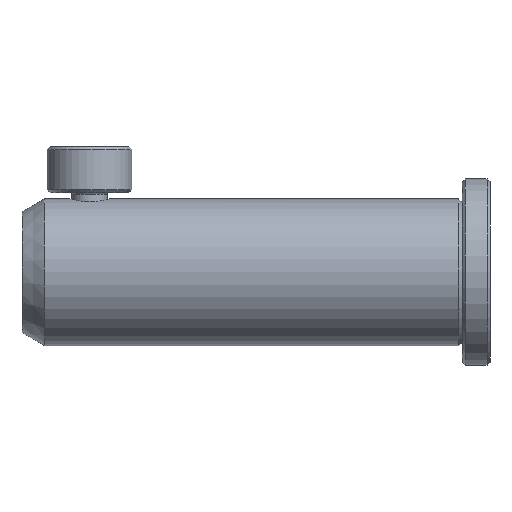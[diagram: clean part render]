
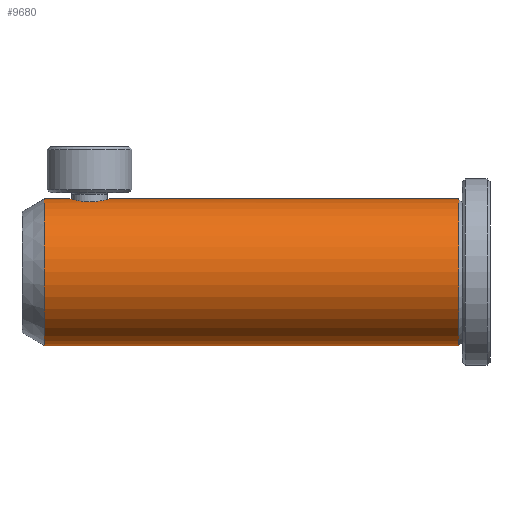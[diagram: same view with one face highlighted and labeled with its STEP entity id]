
A CAD part, left-side view. The second image highlights one B-rep face of the part: STEP entity #9680.
In plain terms, the highlighted cylindrical face has radius 12.5 mm (diameter 25 mm), a partial arc.
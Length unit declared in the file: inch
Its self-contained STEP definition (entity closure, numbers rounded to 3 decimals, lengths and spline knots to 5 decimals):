
#5513 = CARTESIAN_POINT ( 'NONE',  ( -0.40794, -1.61915, 0.81354 ) ) ;
#5754 = CARTESIAN_POINT ( 'NONE',  ( -0.40794, -1.61915, -0.17071 ) ) ;
#6152 = CARTESIAN_POINT ( 'NONE',  ( -0.40794, 1.15861, -0.17071 ) ) ;
#6324 = VECTOR ( 'NONE', #6488, 39.37008 ) ;
#6326 = CARTESIAN_POINT ( 'NONE',  ( -0.40794, 1.30861, -0.17071 ) ) ;
#6327 = LINE ( 'NONE', #6326, #6324 ) ;
#6488 = DIRECTION ( 'NONE',  ( 0., -1., 0. ) ) ;
#6588 = DIRECTION ( 'NONE',  ( 0., 0., 1. ) ) ;
#6589 = DIRECTION ( 'NONE',  ( 0., 1., 0. ) ) ;
#6590 = CARTESIAN_POINT ( 'NONE',  ( -0.40794, -1.61915, 0.32141 ) ) ;
#6595 = DIRECTION ( 'NONE',  ( 0., 0., 1. ) ) ;
#6596 = DIRECTION ( 'NONE',  ( 0., -1., 0. ) ) ;
#6597 = AXIS2_PLACEMENT_3D ( 'NONE', #6701, #6596, #6595 ) ;
#6701 = CARTESIAN_POINT ( 'NONE',  ( -0.40794, 1.15861, 0.32141 ) ) ;
#6702 = DIRECTION ( 'NONE',  ( 0., -1., 0. ) ) ;
#6703 = CARTESIAN_POINT ( 'NONE',  ( -0.40794, 1.30861, 0.32141 ) ) ;
#6704 = DIRECTION ( 'NONE',  ( 0., 0., -1. ) ) ;
#6723 = CARTESIAN_POINT ( 'NONE',  ( -0.40794, 0.72127, 0.81354 ) ) ;
#6750 = CARTESIAN_POINT ( 'NONE',  ( -0.40794, 0.99044, 0.81354 ) ) ;
#6751 = CARTESIAN_POINT ( 'NONE',  ( -0.41725, 0.99043, 0.81354 ) ) ;
#6752 = CARTESIAN_POINT ( 'NONE',  ( -0.42644, 0.98956, 0.81327 ) ) ;
#6753 = CARTESIAN_POINT ( 'NONE',  ( -0.44457, 0.98607, 0.81226 ) ) ;
#6754 = CARTESIAN_POINT ( 'NONE',  ( -0.45355, 0.98345, 0.8115 ) ) ;
#6755 = CARTESIAN_POINT ( 'NONE',  ( -0.4798, 0.97308, 0.80858 ) ) ;
#6756 = CARTESIAN_POINT ( 'NONE',  ( -0.49502, 0.96346, 0.80596 ) ) ;
#6757 = CARTESIAN_POINT ( 'NONE',  ( -0.51472, 0.94474, 0.80186 ) ) ;
#6758 = CARTESIAN_POINT ( 'NONE',  ( -0.52053, 0.93799, 0.80052 ) ) ;
#6759 = CARTESIAN_POINT ( 'NONE',  ( -0.52815, 0.9271, 0.79864 ) ) ;
#6760 = CARTESIAN_POINT ( 'NONE',  ( -0.5305, 0.92334, 0.79804 ) ) ;
#6761 = CARTESIAN_POINT ( 'NONE',  ( -0.53484, 0.91557, 0.7969 ) ) ;
#6762 = CARTESIAN_POINT ( 'NONE',  ( -0.53681, 0.91161, 0.79637 ) ) ;
#6763 = CARTESIAN_POINT ( 'NONE',  ( -0.54598, 0.8906, 0.79384 ) ) ;
#6764 = CARTESIAN_POINT ( 'NONE',  ( -0.54961, 0.87344, 0.79271 ) ) ;
#6765 = CARTESIAN_POINT ( 'NONE',  ( -0.5496, 0.84699, 0.79271 ) ) ;
#6766 = CARTESIAN_POINT ( 'NONE',  ( -0.54869, 0.83828, 0.79299 ) ) ;
#6768 = CARTESIAN_POINT ( 'NONE',  ( -0.54596, 0.8254, 0.79379 ) ) ;
#6769 = CARTESIAN_POINT ( 'NONE',  ( -0.54482, 0.82113, 0.79412 ) ) ;
#6771 = CARTESIAN_POINT ( 'NONE',  ( -0.54209, 0.81265, 0.79491 ) ) ;
#6772 = CARTESIAN_POINT ( 'NONE',  ( -0.54047, 0.80839, 0.79536 ) ) ;
#6774 = CARTESIAN_POINT ( 'NONE',  ( -0.53143, 0.78771, 0.79785 ) ) ;
#6776 = CARTESIAN_POINT ( 'NONE',  ( -0.52129, 0.77319, 0.80049 ) ) ;
#6777 = CARTESIAN_POINT ( 'NONE',  ( -0.50162, 0.75453, 0.80459 ) ) ;
#6778 = CARTESIAN_POINT ( 'NONE',  ( -0.49452, 0.749, 0.80592 ) ) ;
#6779 = CARTESIAN_POINT ( 'NONE',  ( -0.47924, 0.73932, 0.80841 ) ) ;
#6784 = CIRCLE ( 'NONE', #6798, 0.49213 ) ;
#6785 = FACE_OUTER_BOUND ( 'NONE', #9723, .T. ) ;
#6786 = CARTESIAN_POINT ( 'NONE',  ( -0.40794, 0.72127, 0.81354 ) ) ;
#6797 = CYLINDRICAL_SURFACE ( 'NONE', #6799, 0.49213 ) ;
#6798 = AXIS2_PLACEMENT_3D ( 'NONE', #6590, #6589, #6588 ) ;
#6799 = AXIS2_PLACEMENT_3D ( 'NONE', #6703, #6702, #6704 ) ;
#6801 = CARTESIAN_POINT ( 'NONE',  ( -0.40794, 0.99044, 0.81354 ) ) ;
#6802 = CIRCLE ( 'NONE', #6597, 0.49213 ) ;
#6805 = CARTESIAN_POINT ( 'NONE',  ( -0.47111, 0.7352, 0.80955 ) ) ;
#6806 = CARTESIAN_POINT ( 'NONE',  ( -0.44471, 0.72477, 0.81248 ) ) ;
#6808 = CARTESIAN_POINT ( 'NONE',  ( -0.42655, 0.72128, 0.81354 ) ) ;
#6813 = B_SPLINE_CURVE_WITH_KNOTS ( 'NONE', 3,
 ( #6723, #6808, #6806, #6805, #6779, #6778, #6777, #6776, #6774, #6772, #6771, #6769, #6768, #6766, #6765, #6764, #6763, #6762, #6761, #6760, #6759, #6758, #6757, #6756, #6755, #6754, #6753, #6752, #6751, #6750 ),
 .UNSPECIFIED., .F., .F.,
 ( 4, 2, 2, 2, 2, 2, 2, 2, 2, 2, 2, 2, 2, 2, 4 ),
 ( 0., 0.06249, 0.09373, 0.12497, 0.18746, 0.20308, 0.2187, 0.24994, 0.31243, 0.32805, 0.34367, 0.37492, 0.4374, 0.46864, 0.49989 ),
 .UNSPECIFIED. ) ;
#6919 = CARTESIAN_POINT ( 'NONE',  ( -0.40794, 1.15861, 0.81354 ) ) ;
#9400 = DIRECTION ( 'NONE',  ( 0., -1., 0. ) ) ;
#9401 = VECTOR ( 'NONE', #9400, 39.37008 ) ;
#9437 = CARTESIAN_POINT ( 'NONE',  ( -0.40794, 1.30861, 0.81354 ) ) ;
#9438 = LINE ( 'NONE', #9437, #9401 ) ;
#9520 = VERTEX_POINT ( 'NONE', #5513 ) ;
#9527 = VERTEX_POINT ( 'NONE', #5754 ) ;
#9626 = VERTEX_POINT ( 'NONE', #6152 ) ;
#9639 = EDGE_CURVE ( 'NONE', #9626, #9527, #6327, .T. ) ;
#9663 = ORIENTED_EDGE ( 'NONE', *, *, #9681, .T. ) ;
#9678 = VERTEX_POINT ( 'NONE', #6801 ) ;
#9679 = VERTEX_POINT ( 'NONE', #6786 ) ;
#9680 = ADVANCED_FACE ( 'NONE', ( #6785 ), #6797, .T. ) ;
#9681 = EDGE_CURVE ( 'NONE', #9739, #9626, #6802, .T. ) ;
#9682 = EDGE_CURVE ( 'NONE', #9527, #9520, #6784, .T. ) ;
#9683 = ORIENTED_EDGE ( 'NONE', *, *, #9682, .T. ) ;
#9684 = ORIENTED_EDGE ( 'NONE', *, *, #9639, .T. ) ;
#9698 = ORIENTED_EDGE ( 'NONE', *, *, #9707, .T. ) ;
#9707 = EDGE_CURVE ( 'NONE', #9679, #9678, #6813, .T. ) ;
#9709 = ORIENTED_EDGE ( 'NONE', *, *, #10008, .F. ) ;
#9723 = EDGE_LOOP ( 'NONE', ( #9788, #9663, #9684, #9683, #9709, #9698 ) ) ;
#9739 = VERTEX_POINT ( 'NONE', #6919 ) ;
#9788 = ORIENTED_EDGE ( 'NONE', *, *, #10033, .F. ) ;
#10008 = EDGE_CURVE ( 'NONE', #9679, #9520, #9438, .T. ) ;
#10033 = EDGE_CURVE ( 'NONE', #9739, #9678, #16894, .T. ) ;
#16894 = LINE ( 'NONE', #16918, #16895 ) ;
#16895 = VECTOR ( 'NONE', #16910, 39.37008 ) ;
#16910 = DIRECTION ( 'NONE',  ( 0., -1., 0. ) ) ;
#16918 = CARTESIAN_POINT ( 'NONE',  ( -0.40794, 1.30861, 0.81354 ) ) ;
